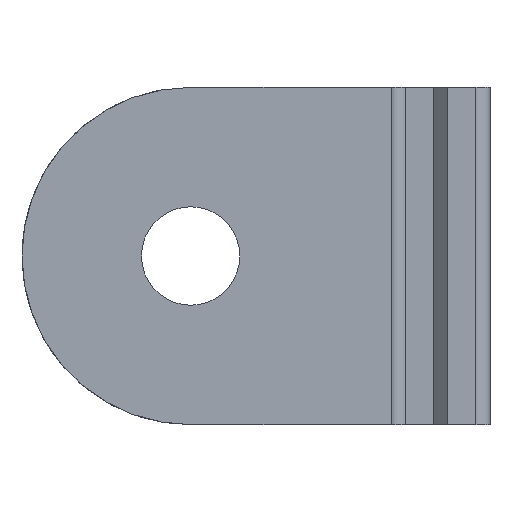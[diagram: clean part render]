
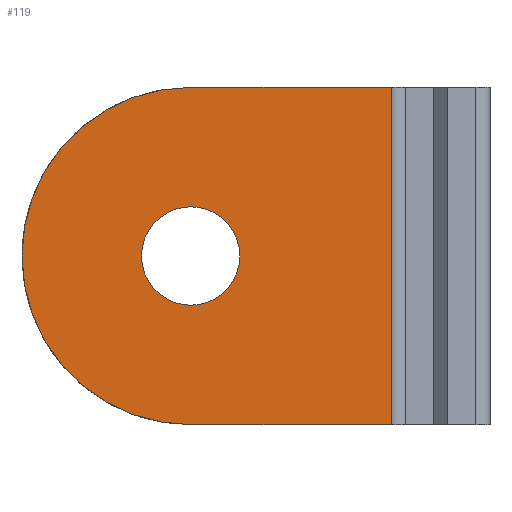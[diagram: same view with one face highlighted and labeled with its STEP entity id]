
A CAD part, left-side view. The second image highlights one B-rep face of the part: STEP entity #119.
In plain terms, the highlighted planar face has unit normal (-1, 0, 0).
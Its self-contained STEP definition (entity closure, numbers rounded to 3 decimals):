
#119 = ADVANCED_FACE( '', ( #227, #228 ), #229, .F. );
#227 = FACE_BOUND( '', #322, .T. );
#228 = FACE_OUTER_BOUND( '', #323, .T. );
#229 = PLANE( '', #324 );
#322 = EDGE_LOOP( '', ( #549 ) );
#323 = EDGE_LOOP( '', ( #550, #551, #552, #553 ) );
#324 = AXIS2_PLACEMENT_3D( '', #554, #555, #556 );
#549 = ORIENTED_EDGE( '', *, *, #615, .T. );
#550 = ORIENTED_EDGE( '', *, *, #664, .F. );
#551 = ORIENTED_EDGE( '', *, *, #618, .F. );
#552 = ORIENTED_EDGE( '', *, *, #634, .T. );
#553 = ORIENTED_EDGE( '', *, *, #589, .F. );
#554 = CARTESIAN_POINT( '', ( 0., 28., 12. ) );
#555 = DIRECTION( '', ( 1., 0., 0. ) );
#556 = DIRECTION( '', ( 0., 0., -1. ) );
#589 = EDGE_CURVE( '', #692, #687, #694, .T. );
#615 = EDGE_CURVE( '', #736, #736, #737, .T. );
#618 = EDGE_CURVE( '', #739, #741, #742, .T. );
#634 = EDGE_CURVE( '', #739, #687, #766, .T. );
#664 = EDGE_CURVE( '', #741, #692, #805, .T. );
#687 = VERTEX_POINT( '', #833 );
#692 = VERTEX_POINT( '', #840 );
#694 = LINE( '', #843, #844 );
#736 = VERTEX_POINT( '', #899 );
#737 = CIRCLE( '', #900, 3.5 );
#739 = VERTEX_POINT( '', #902 );
#741 = VERTEX_POINT( '', #905 );
#742 = CIRCLE( '', #906, 12. );
#766 = LINE( '', #937, #938 );
#805 = LINE( '', #996, #997 );
#833 = CARTESIAN_POINT( '', ( 0., 0.7, -12. ) );
#840 = CARTESIAN_POINT( '', ( 0., 0.7, 12. ) );
#843 = CARTESIAN_POINT( '', ( 0., 0.7, 12. ) );
#844 = VECTOR( '', #1018, 1000. );
#899 = CARTESIAN_POINT( '', ( 0., 15., -3.5 ) );
#900 = AXIS2_PLACEMENT_3D( '', #1053, #1054, #1055 );
#902 = CARTESIAN_POINT( '', ( 0., 15., -12. ) );
#905 = CARTESIAN_POINT( '', ( 0., 15., 12. ) );
#906 = AXIS2_PLACEMENT_3D( '', #1057, #1058, #1059 );
#937 = CARTESIAN_POINT( '', ( 0., 28., -12. ) );
#938 = VECTOR( '', #1079, 1000. );
#996 = CARTESIAN_POINT( '', ( 0., 28., 12. ) );
#997 = VECTOR( '', #1108, 1000. );
#1018 = DIRECTION( '', ( 0., 0., -1. ) );
#1053 = CARTESIAN_POINT( '', ( 0., 15., 0. ) );
#1054 = DIRECTION( '', ( 1., 0., 0. ) );
#1055 = DIRECTION( '', ( 0., 0., -1. ) );
#1057 = CARTESIAN_POINT( '', ( 0., 15., 0. ) );
#1058 = DIRECTION( '', ( 1., 0., 0. ) );
#1059 = DIRECTION( '', ( 0., 0., -1. ) );
#1079 = DIRECTION( '', ( 0., -1., 0. ) );
#1108 = DIRECTION( '', ( 0., -1., 0. ) );
